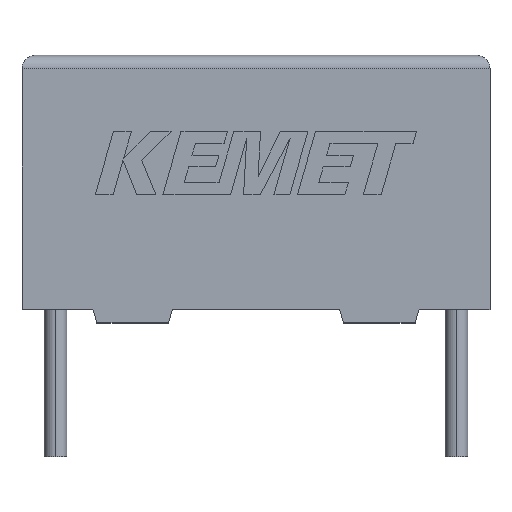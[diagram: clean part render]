
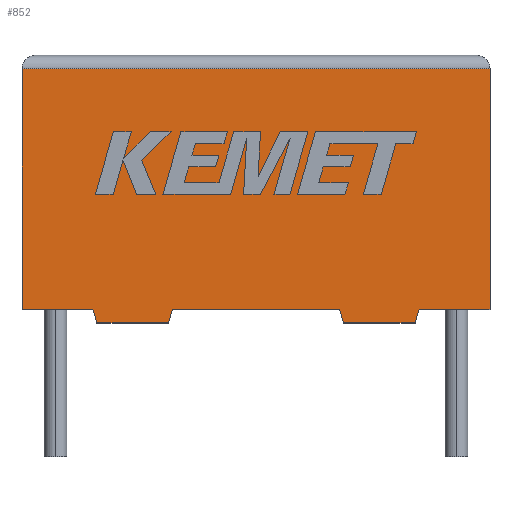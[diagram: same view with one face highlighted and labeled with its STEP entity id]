
A CAD part, top view. The second image highlights one B-rep face of the part: STEP entity #852.
In plain terms, the highlighted planar face has unit normal (0, 0, 1).
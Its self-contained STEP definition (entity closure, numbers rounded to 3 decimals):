
#14 = LINE ( 'NONE', #516, #1179 ) ;
#37 = DIRECTION ( 'NONE',  ( 0.287, -0.958, 0. ) ) ;
#56 = CARTESIAN_POINT ( 'NONE',  ( 2.65, 0., 5. ) ) ;
#78 = EDGE_CURVE ( 'NONE', #3085, #1200, #195, .T. ) ;
#126 = LINE ( 'NONE', #2126, #1196 ) ;
#161 = VECTOR ( 'NONE', #1946, 1000. ) ;
#195 = LINE ( 'NONE', #1201, #161 ) ;
#200 = EDGE_CURVE ( 'NONE', #299, #1896, #1943, .T. ) ;
#201 = VECTOR ( 'NONE', #2770, 1000. ) ;
#272 = CARTESIAN_POINT ( 'NONE',  ( 0., 0., 5. ) ) ;
#299 = VERTEX_POINT ( 'NONE', #2531 ) ;
#408 = DIRECTION ( 'NONE',  ( 1., 0., 0. ) ) ;
#454 = CARTESIAN_POINT ( 'NONE',  ( 0., 9., 5. ) ) ;
#459 = EDGE_CURVE ( 'NONE', #818, #299, #2704, .T. ) ;
#516 = CARTESIAN_POINT ( 'NONE',  ( 2.8, -0.5, 5. ) ) ;
#599 = VECTOR ( 'NONE', #858, 1000. ) ;
#652 = VECTOR ( 'NONE', #1519, 1000. ) ;
#720 = CARTESIAN_POINT ( 'NONE',  ( 2.65, 0., 5. ) ) ;
#735 = CARTESIAN_POINT ( 'NONE',  ( 5.628, 0., 5. ) ) ;
#818 = VERTEX_POINT ( 'NONE', #1876 ) ;
#852 = ADVANCED_FACE ( 'NONE', ( #2631 ), #1409, .F. ) ;
#858 = DIRECTION ( 'NONE',  ( -0.287, 0.958, 0. ) ) ;
#864 = ORIENTED_EDGE ( 'NONE', *, *, #1644, .T. ) ;
#905 = CARTESIAN_POINT ( 'NONE',  ( 17.5, 9., 5. ) ) ;
#939 = VERTEX_POINT ( 'NONE', #1704 ) ;
#966 = DIRECTION ( 'NONE',  ( 0.287, 0.958, 0. ) ) ;
#979 = CARTESIAN_POINT ( 'NONE',  ( 12.023, -0.5, 5. ) ) ;
#1000 = DIRECTION ( 'NONE',  ( 1., 0., 0. ) ) ;
#1003 = ORIENTED_EDGE ( 'NONE', *, *, #3055, .T. ) ;
#1026 = DIRECTION ( 'NONE',  ( -1., 0., 0. ) ) ;
#1127 = EDGE_LOOP ( 'NONE', ( #2189, #1176, #1287, #1640, #2574, #1003, #2065, #2381, #2467, #1512, #2130, #864 ) ) ;
#1176 = ORIENTED_EDGE ( 'NONE', *, *, #1291, .T. ) ;
#1178 = VECTOR ( 'NONE', #37, 1000. ) ;
#1179 = VECTOR ( 'NONE', #1000, 1000. ) ;
#1196 = VECTOR ( 'NONE', #2872, 1000. ) ;
#1200 = VERTEX_POINT ( 'NONE', #2166 ) ;
#1201 = CARTESIAN_POINT ( 'NONE',  ( 14.85, 0., 5. ) ) ;
#1259 = LINE ( 'NONE', #1727, #201 ) ;
#1280 = VECTOR ( 'NONE', #2116, 1000. ) ;
#1287 = ORIENTED_EDGE ( 'NONE', *, *, #459, .T. ) ;
#1291 = EDGE_CURVE ( 'NONE', #1523, #818, #1959, .T. ) ;
#1409 = PLANE ( 'NONE',  #3005 ) ;
#1416 = EDGE_CURVE ( 'NONE', #1896, #2135, #1948, .T. ) ;
#1429 = DIRECTION ( 'NONE',  ( 0., -1., 0. ) ) ;
#1461 = CARTESIAN_POINT ( 'NONE',  ( 2.8, -0.5, 5. ) ) ;
#1512 = ORIENTED_EDGE ( 'NONE', *, *, #2104, .F. ) ;
#1519 = DIRECTION ( 'NONE',  ( 0., 1., 0. ) ) ;
#1521 = EDGE_CURVE ( 'NONE', #1837, #939, #2099, .T. ) ;
#1523 = VERTEX_POINT ( 'NONE', #905 ) ;
#1640 = ORIENTED_EDGE ( 'NONE', *, *, #200, .T. ) ;
#1644 = EDGE_CURVE ( 'NONE', #3085, #1945, #1259, .T. ) ;
#1704 = CARTESIAN_POINT ( 'NONE',  ( 11.873, 0., 5. ) ) ;
#1727 = CARTESIAN_POINT ( 'NONE',  ( 0., 0., 5. ) ) ;
#1735 = DIRECTION ( 'NONE',  ( -1., 0., 0. ) ) ;
#1837 = VERTEX_POINT ( 'NONE', #735 ) ;
#1876 = CARTESIAN_POINT ( 'NONE',  ( 0., 9., 5. ) ) ;
#1896 = VERTEX_POINT ( 'NONE', #720 ) ;
#1943 = LINE ( 'NONE', #2888, #2917 ) ;
#1945 = VERTEX_POINT ( 'NONE', #3091 ) ;
#1946 = DIRECTION ( 'NONE',  ( -0.287, -0.958, 0. ) ) ;
#1948 = LINE ( 'NONE', #56, #1178 ) ;
#1959 = LINE ( 'NONE', #454, #2838 ) ;
#2053 = LINE ( 'NONE', #3044, #599 ) ;
#2065 = ORIENTED_EDGE ( 'NONE', *, *, #3101, .T. ) ;
#2099 = LINE ( 'NONE', #272, #1280 ) ;
#2104 = EDGE_CURVE ( 'NONE', #1200, #2246, #126, .T. ) ;
#2116 = DIRECTION ( 'NONE',  ( 1., 0., 0. ) ) ;
#2126 = CARTESIAN_POINT ( 'NONE',  ( 14.7, -0.5, 5. ) ) ;
#2129 = VECTOR ( 'NONE', #1429, 1000. ) ;
#2130 = ORIENTED_EDGE ( 'NONE', *, *, #78, .F. ) ;
#2135 = VERTEX_POINT ( 'NONE', #1461 ) ;
#2166 = CARTESIAN_POINT ( 'NONE',  ( 14.7, -0.5, 5. ) ) ;
#2189 = ORIENTED_EDGE ( 'NONE', *, *, #3041, .T. ) ;
#2200 = CARTESIAN_POINT ( 'NONE',  ( 14.85, 0., 5. ) ) ;
#2215 = LINE ( 'NONE', #2512, #652 ) ;
#2246 = VERTEX_POINT ( 'NONE', #979 ) ;
#2248 = LINE ( 'NONE', #2758, #2781 ) ;
#2381 = ORIENTED_EDGE ( 'NONE', *, *, #1521, .T. ) ;
#2467 = ORIENTED_EDGE ( 'NONE', *, *, #2935, .F. ) ;
#2512 = CARTESIAN_POINT ( 'NONE',  ( 17.5, 0., 5. ) ) ;
#2531 = CARTESIAN_POINT ( 'NONE',  ( 0., 0., 5. ) ) ;
#2574 = ORIENTED_EDGE ( 'NONE', *, *, #1416, .T. ) ;
#2631 = FACE_OUTER_BOUND ( 'NONE', #1127, .T. ) ;
#2661 = CARTESIAN_POINT ( 'NONE',  ( 0., 0., 5. ) ) ;
#2704 = LINE ( 'NONE', #2661, #2129 ) ;
#2733 = DIRECTION ( 'NONE',  ( 0., 0., -1. ) ) ;
#2746 = CARTESIAN_POINT ( 'NONE',  ( 5.478, -0.5, 5. ) ) ;
#2748 = CARTESIAN_POINT ( 'NONE',  ( 0., 0., 5. ) ) ;
#2758 = CARTESIAN_POINT ( 'NONE',  ( 5.478, -0.5, 5. ) ) ;
#2770 = DIRECTION ( 'NONE',  ( 1., 0., 0. ) ) ;
#2781 = VECTOR ( 'NONE', #966, 1000. ) ;
#2838 = VECTOR ( 'NONE', #1735, 1000. ) ;
#2872 = DIRECTION ( 'NONE',  ( -1., 0., 0. ) ) ;
#2888 = CARTESIAN_POINT ( 'NONE',  ( 0., 0., 5. ) ) ;
#2911 = VERTEX_POINT ( 'NONE', #2746 ) ;
#2917 = VECTOR ( 'NONE', #408, 1000. ) ;
#2935 = EDGE_CURVE ( 'NONE', #2246, #939, #2053, .T. ) ;
#3005 = AXIS2_PLACEMENT_3D ( 'NONE', #2748, #2733, #1026 ) ;
#3041 = EDGE_CURVE ( 'NONE', #1945, #1523, #2215, .T. ) ;
#3044 = CARTESIAN_POINT ( 'NONE',  ( 12.023, -0.5, 5. ) ) ;
#3055 = EDGE_CURVE ( 'NONE', #2135, #2911, #14, .T. ) ;
#3085 = VERTEX_POINT ( 'NONE', #2200 ) ;
#3091 = CARTESIAN_POINT ( 'NONE',  ( 17.5, 0., 5. ) ) ;
#3101 = EDGE_CURVE ( 'NONE', #2911, #1837, #2248, .T. ) ;
